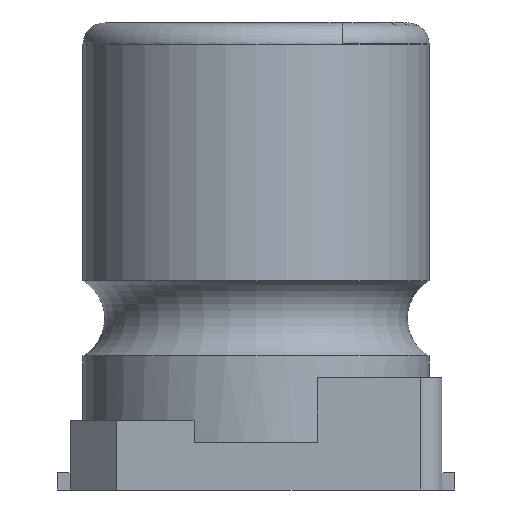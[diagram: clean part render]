
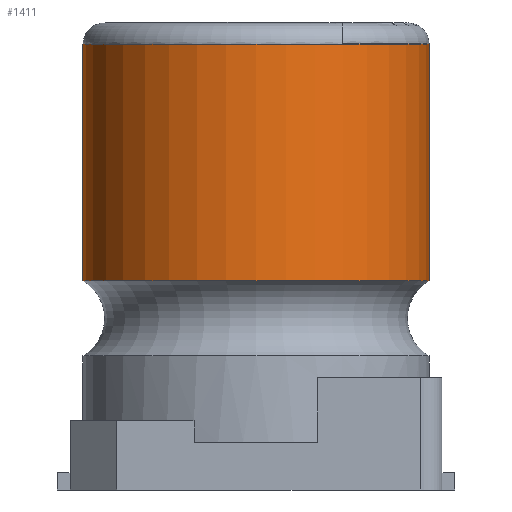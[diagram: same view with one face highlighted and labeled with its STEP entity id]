
A CAD part, front view. The second image highlights one B-rep face of the part: STEP entity #1411.
In plain terms, the highlighted cylindrical face has radius 2 mm (diameter 4 mm), a full revolution.
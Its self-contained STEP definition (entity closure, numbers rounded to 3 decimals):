
#1390 = VERTEX_POINT('',#1391);
#1391 = CARTESIAN_POINT('',(2.,0.,2.416));
#1400 = EDGE_CURVE('',#1390,#1390,#1401,.T.);
#1401 = CIRCLE('',#1402,2.);
#1402 = AXIS2_PLACEMENT_3D('',#1403,#1404,#1405);
#1403 = CARTESIAN_POINT('',(0.,0.,2.416
    ));
#1404 = DIRECTION('',(0.,0.,-1.));
#1405 = DIRECTION('',(1.,0.,0.));
#1411 = ADVANCED_FACE('',(#1412),#1449,.T.);
#1412 = FACE_BOUND('',#1413,.T.);
#1413 = EDGE_LOOP('',(#1414,#1422,#1431,#1440,#1447,#1448));
#1414 = ORIENTED_EDGE('',*,*,#1415,.T.);
#1415 = EDGE_CURVE('',#1390,#1416,#1418,.T.);
#1416 = VERTEX_POINT('',#1417);
#1417 = CARTESIAN_POINT('',(2.,0.,
    5.15));
#1418 = LINE('',#1419,#1420);
#1419 = CARTESIAN_POINT('',(2.,0.,2.416));
#1420 = VECTOR('',#1421,1.);
#1421 = DIRECTION('',(0.,0.,1.));
#1422 = ORIENTED_EDGE('',*,*,#1423,.T.);
#1423 = EDGE_CURVE('',#1416,#1424,#1426,.T.);
#1424 = VERTEX_POINT('',#1425);
#1425 = CARTESIAN_POINT('',(1.,-1.732,5.15));
#1426 = CIRCLE('',#1427,2.);
#1427 = AXIS2_PLACEMENT_3D('',#1428,#1429,#1430);
#1428 = CARTESIAN_POINT('',(0.,0.,5.15
    ));
#1429 = DIRECTION('',(0.,0.,-1.));
#1430 = DIRECTION('',(1.,0.,0.));
#1431 = ORIENTED_EDGE('',*,*,#1432,.T.);
#1432 = EDGE_CURVE('',#1424,#1433,#1435,.T.);
#1433 = VERTEX_POINT('',#1434);
#1434 = CARTESIAN_POINT('',(1.,1.732,5.15));
#1435 = CIRCLE('',#1436,2.);
#1436 = AXIS2_PLACEMENT_3D('',#1437,#1438,#1439);
#1437 = CARTESIAN_POINT('',(0.,0.,5.15
    ));
#1438 = DIRECTION('',(0.,0.,-1.));
#1439 = DIRECTION('',(1.,0.,0.));
#1440 = ORIENTED_EDGE('',*,*,#1441,.T.);
#1441 = EDGE_CURVE('',#1433,#1416,#1442,.T.);
#1442 = CIRCLE('',#1443,2.);
#1443 = AXIS2_PLACEMENT_3D('',#1444,#1445,#1446);
#1444 = CARTESIAN_POINT('',(0.,0.,5.15
    ));
#1445 = DIRECTION('',(0.,0.,-1.));
#1446 = DIRECTION('',(1.,0.,0.));
#1447 = ORIENTED_EDGE('',*,*,#1415,.F.);
#1448 = ORIENTED_EDGE('',*,*,#1400,.F.);
#1449 = CYLINDRICAL_SURFACE('',#1450,2.);
#1450 = AXIS2_PLACEMENT_3D('',#1451,#1452,#1453);
#1451 = CARTESIAN_POINT('',(0.,0.,2.416
    ));
#1452 = DIRECTION('',(0.,0.,1.));
#1453 = DIRECTION('',(1.,0.,0.));
